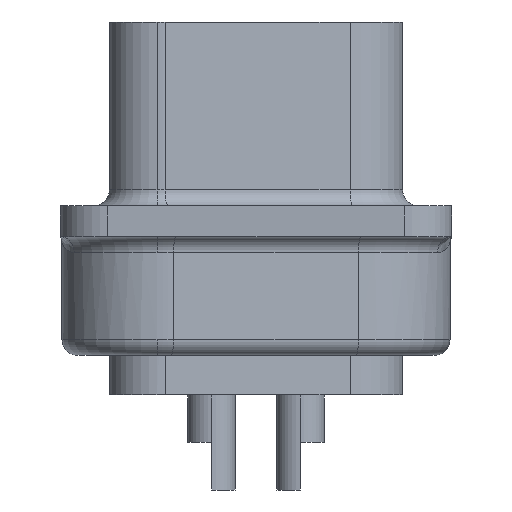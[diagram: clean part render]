
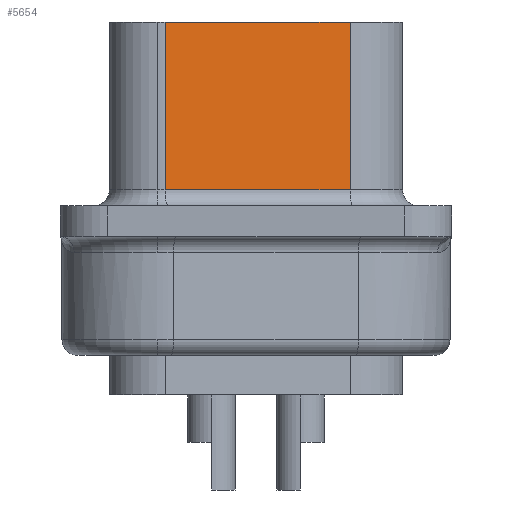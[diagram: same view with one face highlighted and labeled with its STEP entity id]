
A CAD part, left-side view. The second image highlights one B-rep face of the part: STEP entity #5654.
In plain terms, the highlighted planar face has unit normal (-0.985, -0.174, 0).
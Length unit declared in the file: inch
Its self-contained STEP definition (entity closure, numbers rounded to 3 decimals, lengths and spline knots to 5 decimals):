
#601 = ORIENTED_EDGE ( 'NONE', *, *, #14402, .T. ) ;
#1682 = VECTOR ( 'NONE', #20713, 39.37008 ) ;
#1706 = VERTEX_POINT ( 'NONE', #14659 ) ;
#3269 = AXIS2_PLACEMENT_3D ( 'NONE', #10494, #6337, #21118 ) ;
#4077 = VECTOR ( 'NONE', #22677, 39.37008 ) ;
#4370 = FACE_OUTER_BOUND ( 'NONE', #18914, .T. ) ;
#5315 = DIRECTION ( 'NONE',  ( 0., 0., -1. ) ) ;
#5654 = ADVANCED_FACE ( 'NONE', ( #4370 ), #25223, .F. ) ;
#6085 = EDGE_CURVE ( 'NONE', #18739, #1706, #7963, .T. ) ;
#6337 = DIRECTION ( 'NONE',  ( 0.985, 0.174, 0. ) ) ;
#7831 = LINE ( 'NONE', #15835, #17730 ) ;
#7859 = VECTOR ( 'NONE', #26437, 39.37008 ) ;
#7963 = LINE ( 'NONE', #18584, #1682 ) ;
#8214 = CARTESIAN_POINT ( 'NONE',  ( -0.7875, 0.11458, 0.0395 ) ) ;
#10346 = LINE ( 'NONE', #14198, #4077 ) ;
#10494 = CARTESIAN_POINT ( 'NONE',  ( -0.7875, 0.11458, 0.2515 ) ) ;
#11707 = CARTESIAN_POINT ( 'NONE',  ( -0.7875, 0.11458, 0.2515 ) ) ;
#11726 = VERTEX_POINT ( 'NONE', #14872 ) ;
#13357 = VERTEX_POINT ( 'NONE', #24113 ) ;
#14198 = CARTESIAN_POINT ( 'NONE',  ( -0.74633, -0.11889, 0.2515 ) ) ;
#14402 = EDGE_CURVE ( 'NONE', #11726, #18739, #7831, .T. ) ;
#14659 = CARTESIAN_POINT ( 'NONE',  ( -0.74633, -0.11889, 0.0395 ) ) ;
#14872 = CARTESIAN_POINT ( 'NONE',  ( -0.7875, 0.11458, 0.2515 ) ) ;
#15835 = CARTESIAN_POINT ( 'NONE',  ( -0.7875, 0.11458, 0.2515 ) ) ;
#17485 = ORIENTED_EDGE ( 'NONE', *, *, #20977, .F. ) ;
#17730 = VECTOR ( 'NONE', #5315, 39.37008 ) ;
#18584 = CARTESIAN_POINT ( 'NONE',  ( -0.74633, -0.11889, 0.0395 ) ) ;
#18739 = VERTEX_POINT ( 'NONE', #8214 ) ;
#18914 = EDGE_LOOP ( 'NONE', ( #601, #22932, #17485, #22078 ) ) ;
#19075 = LINE ( 'NONE', #11707, #7859 ) ;
#20713 = DIRECTION ( 'NONE',  ( 0.174, -0.985, 0. ) ) ;
#20977 = EDGE_CURVE ( 'NONE', #13357, #1706, #10346, .T. ) ;
#21118 = DIRECTION ( 'NONE',  ( -0.174, 0.985, 0. ) ) ;
#22078 = ORIENTED_EDGE ( 'NONE', *, *, #27323, .F. ) ;
#22677 = DIRECTION ( 'NONE',  ( 0., 0., -1. ) ) ;
#22932 = ORIENTED_EDGE ( 'NONE', *, *, #6085, .T. ) ;
#24113 = CARTESIAN_POINT ( 'NONE',  ( -0.74633, -0.11889, 0.2515 ) ) ;
#25223 = PLANE ( 'NONE',  #3269 ) ;
#26437 = DIRECTION ( 'NONE',  ( 0.174, -0.985, 0. ) ) ;
#27323 = EDGE_CURVE ( 'NONE', #11726, #13357, #19075, .T. ) ;
